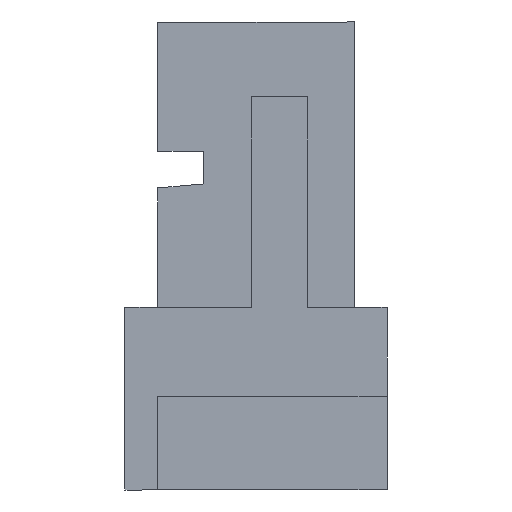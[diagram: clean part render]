
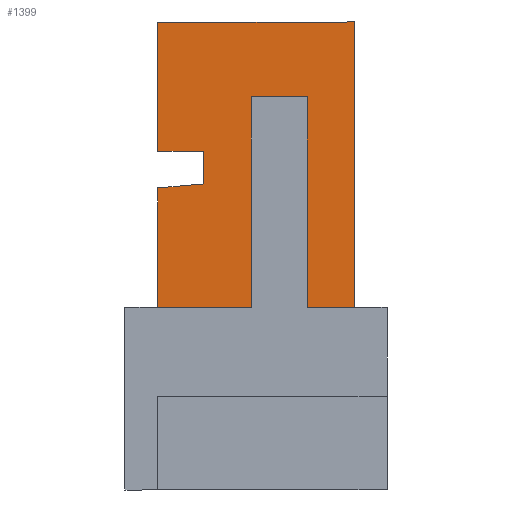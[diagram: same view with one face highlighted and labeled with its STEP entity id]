
A CAD part, left-side view. The second image highlights one B-rep face of the part: STEP entity #1399.
In plain terms, the highlighted planar face has unit normal (-1, 0, 0).
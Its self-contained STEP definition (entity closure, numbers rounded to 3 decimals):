
#16 = CARTESIAN_POINT ( 'NONE',  ( -5.7, -1.45, 2.52 ) ) ;
#102 = CARTESIAN_POINT ( 'NONE',  ( -5.7, -1.45, 3.9 ) ) ;
#106 = DIRECTION ( 'NONE',  ( 0., 1., 0. ) ) ;
#107 = VECTOR ( 'NONE', #106, 1000. ) ;
#108 = CARTESIAN_POINT ( 'NONE',  ( -5.7, -1.94, 2.52 ) ) ;
#109 = LINE ( 'NONE', #108, #107 ) ;
#112 = DIRECTION ( 'NONE',  ( 0., 0., 1. ) ) ;
#113 = VECTOR ( 'NONE', #112, 1000. ) ;
#114 = CARTESIAN_POINT ( 'NONE',  ( -5.7, -1.45, 2.52 ) ) ;
#115 = LINE ( 'NONE', #114, #113 ) ;
#427 = CARTESIAN_POINT ( 'NONE',  ( -5.7, -1.45, 2.127 ) ) ;
#432 = CARTESIAN_POINT ( 'NONE',  ( -5.7, -1.94, 2.52 ) ) ;
#433 = DIRECTION ( 'NONE',  ( 0., -0.996, 0.087 ) ) ;
#434 = VECTOR ( 'NONE', #433, 1000. ) ;
#435 = CARTESIAN_POINT ( 'NONE',  ( -5.7, -1.45, 2.127 ) ) ;
#436 = LINE ( 'NONE', #435, #434 ) ;
#448 = CARTESIAN_POINT ( 'NONE',  ( -5.7, -2.45, 0.85 ) ) ;
#619 = DIRECTION ( 'NONE',  ( 0., 0., 1. ) ) ;
#620 = VECTOR ( 'NONE', #619, 1000. ) ;
#621 = CARTESIAN_POINT ( 'NONE',  ( -5.7, -1.45, 0.85 ) ) ;
#622 = LINE ( 'NONE', #621, #620 ) ;
#631 = CARTESIAN_POINT ( 'NONE',  ( -5.7, -1.94, 2.17 ) ) ;
#636 = DIRECTION ( 'NONE',  ( 0., 0., 1. ) ) ;
#637 = VECTOR ( 'NONE', #636, 1000. ) ;
#638 = CARTESIAN_POINT ( 'NONE',  ( -5.7, -1.94, 2.17 ) ) ;
#639 = LINE ( 'NONE', #638, #637 ) ;
#670 = CARTESIAN_POINT ( 'NONE',  ( -5.7, -1.45, 0.85 ) ) ;
#790 = DIRECTION ( 'NONE',  ( 0., 1., 0. ) ) ;
#791 = VECTOR ( 'NONE', #790, 1000. ) ;
#792 = CARTESIAN_POINT ( 'NONE',  ( -5.7, -1.45, 0.85 ) ) ;
#793 = LINE ( 'NONE', #792, #791 ) ;
#1005 = VERTEX_POINT ( 'NONE', #2205 ) ;
#1026 = EDGE_CURVE ( 'NONE', #1038, #1027, #2253, .T. ) ;
#1027 = VERTEX_POINT ( 'NONE', #2311 ) ;
#1037 = EDGE_CURVE ( 'NONE', #3306, #1038, #2301, .T. ) ;
#1038 = VERTEX_POINT ( 'NONE', #2312 ) ;
#1117 = EDGE_CURVE ( 'NONE', #1027, #1005, #2470, .T. ) ;
#1176 = ORIENTED_EDGE ( 'NONE', *, *, #1026, .F. ) ;
#1213 = EDGE_LOOP ( 'NONE', ( #1336, #1176, #1327, #1398, #1396, #1363, #1407, #1328, #1400, #1401, #1404, #1405 ) ) ;
#1327 = ORIENTED_EDGE ( 'NONE', *, *, #1037, .F. ) ;
#1328 = ORIENTED_EDGE ( 'NONE', *, *, #5935, .F. ) ;
#1329 = EDGE_CURVE ( 'NONE', #1361, #5916, #3059, .T. ) ;
#1336 = ORIENTED_EDGE ( 'NONE', *, *, #1117, .F. ) ;
#1361 = VERTEX_POINT ( 'NONE', #3192 ) ;
#1363 = ORIENTED_EDGE ( 'NONE', *, *, #5928, .F. ) ;
#1395 = EDGE_CURVE ( 'NONE', #1790, #1361, #3467, .T. ) ;
#1396 = ORIENTED_EDGE ( 'NONE', *, *, #3300, .F. ) ;
#1398 = ORIENTED_EDGE ( 'NONE', *, *, #3297, .F. ) ;
#1399 = ADVANCED_FACE ( 'NONE', ( #3463 ), #3428, .F. ) ;
#1400 = ORIENTED_EDGE ( 'NONE', *, *, #6060, .F. ) ;
#1401 = ORIENTED_EDGE ( 'NONE', *, *, #1329, .F. ) ;
#1404 = ORIENTED_EDGE ( 'NONE', *, *, #1395, .F. ) ;
#1405 = ORIENTED_EDGE ( 'NONE', *, *, #1785, .F. ) ;
#1407 = ORIENTED_EDGE ( 'NONE', *, *, #5906, .F. ) ;
#1785 = EDGE_CURVE ( 'NONE', #1005, #1790, #4776, .T. ) ;
#1790 = VERTEX_POINT ( 'NONE', #4772 ) ;
#2205 = CARTESIAN_POINT ( 'NONE',  ( -5.7, -3.05, 0.85 ) ) ;
#2252 = CARTESIAN_POINT ( 'NONE',  ( -5.7, -3.55, 3.9 ) ) ;
#2253 = LINE ( 'NONE', #2252, #2290 ) ;
#2281 = DIRECTION ( 'NONE',  ( 0., -1., 0. ) ) ;
#2282 = VECTOR ( 'NONE', #2281, 1000. ) ;
#2290 = VECTOR ( 'NONE', #2303, 1000. ) ;
#2300 = CARTESIAN_POINT ( 'NONE',  ( -5.7, -1.45, 3.9 ) ) ;
#2301 = LINE ( 'NONE', #2300, #2282 ) ;
#2303 = DIRECTION ( 'NONE',  ( 0., 0., -1. ) ) ;
#2311 = CARTESIAN_POINT ( 'NONE',  ( -5.7, -3.55, 0.85 ) ) ;
#2312 = CARTESIAN_POINT ( 'NONE',  ( -5.7, -3.55, 3.9 ) ) ;
#2465 = CARTESIAN_POINT ( 'NONE',  ( -5.7, -3.05, 0.85 ) ) ;
#2470 = LINE ( 'NONE', #2465, #2485 ) ;
#2484 = DIRECTION ( 'NONE',  ( 0., 1., 0. ) ) ;
#2485 = VECTOR ( 'NONE', #2484, 1000. ) ;
#3056 = DIRECTION ( 'NONE',  ( 0., 0., -1. ) ) ;
#3057 = VECTOR ( 'NONE', #3056, 1000. ) ;
#3058 = CARTESIAN_POINT ( 'NONE',  ( -5.7, -2.45, 3.1 ) ) ;
#3059 = LINE ( 'NONE', #3058, #3057 ) ;
#3192 = CARTESIAN_POINT ( 'NONE',  ( -5.7, -2.45, 3.1 ) ) ;
#3279 = VERTEX_POINT ( 'NONE', #16 ) ;
#3297 = EDGE_CURVE ( 'NONE', #3279, #3306, #115, .T. ) ;
#3300 = EDGE_CURVE ( 'NONE', #5907, #3279, #109, .T. ) ;
#3306 = VERTEX_POINT ( 'NONE', #102 ) ;
#3423 = DIRECTION ( 'NONE',  ( 0., 1., 0. ) ) ;
#3424 = DIRECTION ( 'NONE',  ( 1., 0., 0. ) ) ;
#3425 = CARTESIAN_POINT ( 'NONE',  ( -5.7, -1.45, 0.85 ) ) ;
#3426 = AXIS2_PLACEMENT_3D ( 'NONE', #3425, #3424, #3423 ) ;
#3428 = PLANE ( 'NONE',  #3426 ) ;
#3463 = FACE_OUTER_BOUND ( 'NONE', #1213, .T. ) ;
#3464 = DIRECTION ( 'NONE',  ( 0., 1., 0. ) ) ;
#3465 = VECTOR ( 'NONE', #3464, 1000. ) ;
#3466 = CARTESIAN_POINT ( 'NONE',  ( -5.7, -3.05, 3.1 ) ) ;
#3467 = LINE ( 'NONE', #3466, #3465 ) ;
#4772 = CARTESIAN_POINT ( 'NONE',  ( -5.7, -3.05, 3.1 ) ) ;
#4773 = DIRECTION ( 'NONE',  ( 0., 0., 1. ) ) ;
#4774 = VECTOR ( 'NONE', #4773, 1000. ) ;
#4775 = CARTESIAN_POINT ( 'NONE',  ( -5.7, -3.05, 0.85 ) ) ;
#4776 = LINE ( 'NONE', #4775, #4774 ) ;
#5906 = EDGE_CURVE ( 'NONE', #5910, #5930, #436, .T. ) ;
#5907 = VERTEX_POINT ( 'NONE', #432 ) ;
#5910 = VERTEX_POINT ( 'NONE', #427 ) ;
#5916 = VERTEX_POINT ( 'NONE', #448 ) ;
#5928 = EDGE_CURVE ( 'NONE', #5930, #5907, #639, .T. ) ;
#5930 = VERTEX_POINT ( 'NONE', #631 ) ;
#5935 = EDGE_CURVE ( 'NONE', #6004, #5910, #622, .T. ) ;
#6004 = VERTEX_POINT ( 'NONE', #670 ) ;
#6060 = EDGE_CURVE ( 'NONE', #5916, #6004, #793, .T. ) ;
